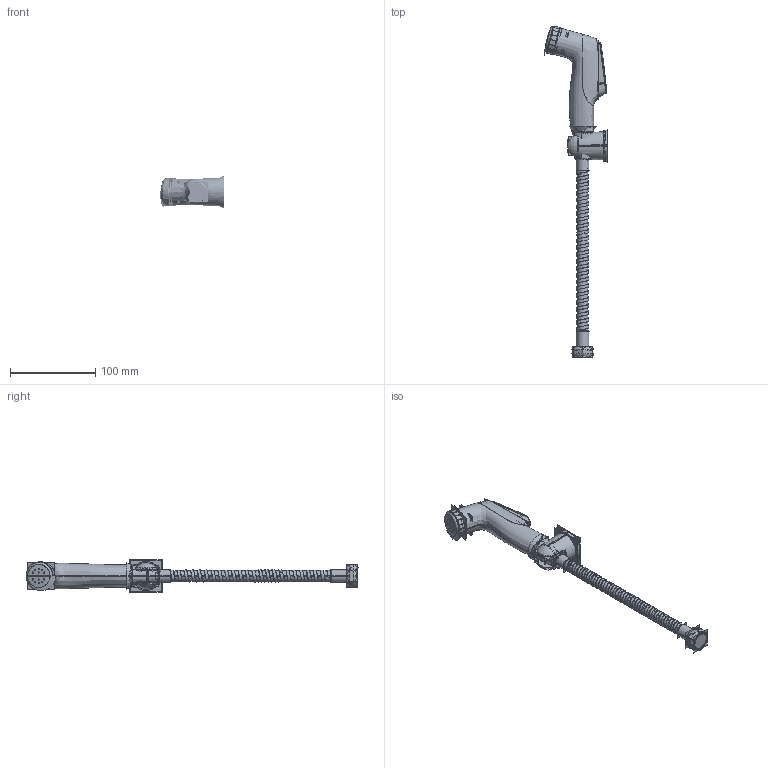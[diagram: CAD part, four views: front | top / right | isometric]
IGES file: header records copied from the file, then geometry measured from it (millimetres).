
Start section:  PTC IGES file: f65604_a-5604_1__asm.igs
Global section: file name: f65604_a-5604_1__asm.igs; native system: Creo Parametric by PTC Inc.; preprocessor: 2022162; author: 10114281; organization: Unknown; date: 20240531.150010; units: millimetre
Bounding box: 74.85 x 389.49 x 37.96 mm (x, y, z)
Volume: 290547.6 mm3; surface area: 722245.2 mm2
Topology: 18 solids, 18 shells, 2598 faces, 15312 edges, 19832 vertices
Faces by surface type: revolution 1314, bspline 1280, extrusion 4
